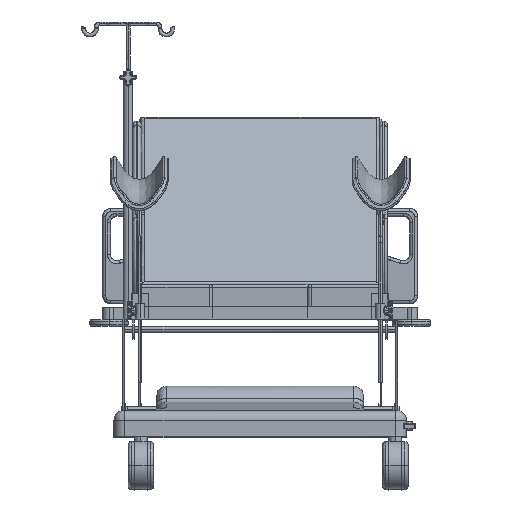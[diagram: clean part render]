
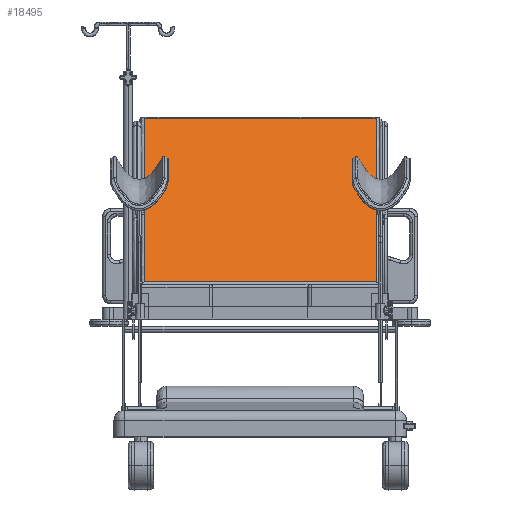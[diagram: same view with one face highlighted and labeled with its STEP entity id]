
A CAD part, top view. The second image highlights one B-rep face of the part: STEP entity #18495.
In plain terms, the highlighted free-form (B-spline) face has degree [1, 1] with [2, 2] control points.
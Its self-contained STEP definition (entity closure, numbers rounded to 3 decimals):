
#18495 = ADVANCED_FACE('',(#18496),#18526,.T.);
#18496 = FACE_BOUND('',#18497,.T.);
#18497 = EDGE_LOOP('',(#18498,#18507,#18514,#18521));
#18498 = ORIENTED_EDGE('',*,*,#18499,.T.);
#18499 = EDGE_CURVE('',#18500,#18502,#18504,.T.);
#18500 = VERTEX_POINT('',#18501);
#18501 = CARTESIAN_POINT('',(-493.135,659.02,
    -266.645));
#18502 = VERTEX_POINT('',#18503);
#18503 = CARTESIAN_POINT('',(493.135,659.02,
    -266.645));
#18504 = B_SPLINE_CURVE_WITH_KNOTS('',1,(#18505,#18506),.UNSPECIFIED.,
  .F.,.F.,(2,2),(0.,730.),.PIECEWISE_BEZIER_KNOTS.);
#18505 = CARTESIAN_POINT('',(-493.135,659.02,
    -266.645));
#18506 = CARTESIAN_POINT('',(493.135,659.02,
    -266.645));
#18507 = ORIENTED_EDGE('',*,*,#18508,.T.);
#18508 = EDGE_CURVE('',#18502,#18509,#18511,.T.);
#18509 = VERTEX_POINT('',#18510);
#18510 = CARTESIAN_POINT('',(493.135,1356.418,
    -964.043));
#18511 = B_SPLINE_CURVE_WITH_KNOTS('',1,(#18512,#18513),.UNSPECIFIED.,
  .F.,.F.,(2,2),(0.,730.),.PIECEWISE_BEZIER_KNOTS.);
#18512 = CARTESIAN_POINT('',(493.135,659.02,
    -266.645));
#18513 = CARTESIAN_POINT('',(493.135,1356.418,
    -964.043));
#18514 = ORIENTED_EDGE('',*,*,#18515,.T.);
#18515 = EDGE_CURVE('',#18509,#18516,#18518,.T.);
#18516 = VERTEX_POINT('',#18517);
#18517 = CARTESIAN_POINT('',(-493.135,1356.418,
    -964.043));
#18518 = B_SPLINE_CURVE_WITH_KNOTS('',1,(#18519,#18520),.UNSPECIFIED.,
  .F.,.F.,(2,2),(0.,730.),.PIECEWISE_BEZIER_KNOTS.);
#18519 = CARTESIAN_POINT('',(493.135,1356.418,
    -964.043));
#18520 = CARTESIAN_POINT('',(-493.135,1356.418,
    -964.043));
#18521 = ORIENTED_EDGE('',*,*,#18522,.T.);
#18522 = EDGE_CURVE('',#18516,#18500,#18523,.T.);
#18523 = B_SPLINE_CURVE_WITH_KNOTS('',1,(#18524,#18525),.UNSPECIFIED.,
  .F.,.F.,(2,2),(0.,730.),.PIECEWISE_BEZIER_KNOTS.);
#18524 = CARTESIAN_POINT('',(-493.135,1356.418,
    -964.043));
#18525 = CARTESIAN_POINT('',(-493.135,659.02,
    -266.645));
#18526 = B_SPLINE_SURFACE_WITH_KNOTS('',1,1,(
    (#18527,#18528)
    ,(#18529,#18530
    )),.UNSPECIFIED.,.F.,.F.,.F.,(2,2),(2,2),(0.,1.),(0.,1.),
  .PIECEWISE_BEZIER_KNOTS.);
#18527 = CARTESIAN_POINT('',(-493.135,1356.418,
    -964.043));
#18528 = CARTESIAN_POINT('',(493.135,1356.418,
    -964.043));
#18529 = CARTESIAN_POINT('',(-493.135,659.02,
    -266.645));
#18530 = CARTESIAN_POINT('',(493.135,659.02,
    -266.645));
